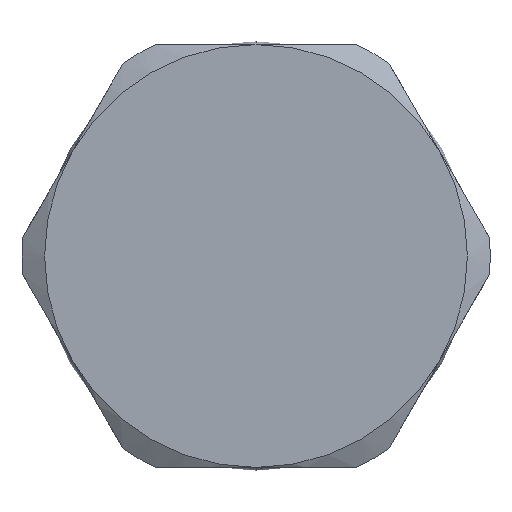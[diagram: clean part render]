
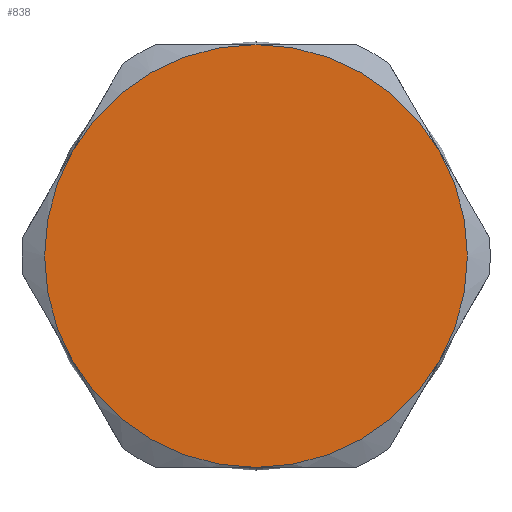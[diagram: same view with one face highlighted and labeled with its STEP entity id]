
A CAD part, left-side view. The second image highlights one B-rep face of the part: STEP entity #838.
In plain terms, the highlighted planar face has unit normal (-1, 0, 0).
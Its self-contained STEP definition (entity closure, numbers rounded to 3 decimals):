
#361 = VERTEX_POINT ( 'NONE', #4836 ) ;
#399 = CARTESIAN_POINT ( 'NONE',  ( 0., -9.622, 5.555 ) ) ;
#416 = CARTESIAN_POINT ( 'NONE',  ( 0., 0., -11.11 ) ) ;
#443 = CARTESIAN_POINT ( 'NONE',  ( 0., 0., 0. ) ) ;
#480 = ORIENTED_EDGE ( 'NONE', *, *, #1056, .T. ) ;
#581 = AXIS2_PLACEMENT_3D ( 'NONE', #1990, #7352, #6804 ) ;
#738 = CIRCLE ( 'NONE', #3969, 11.11 ) ;
#838 = ADVANCED_FACE ( 'NONE', ( #6662 ), #941, .F. ) ;
#941 = PLANE ( 'NONE',  #7006 ) ;
#1056 = EDGE_CURVE ( 'NONE', #361, #4937, #738, .T. ) ;
#1282 = ORIENTED_EDGE ( 'NONE', *, *, #3051, .T. ) ;
#1505 = AXIS2_PLACEMENT_3D ( 'NONE', #7237, #3719, #5455 ) ;
#1530 = VERTEX_POINT ( 'NONE', #416 ) ;
#1572 = ORIENTED_EDGE ( 'NONE', *, *, #1803, .T. ) ;
#1621 = CIRCLE ( 'NONE', #5819, 11.11 ) ;
#1624 = ORIENTED_EDGE ( 'NONE', *, *, #4380, .T. ) ;
#1761 = CIRCLE ( 'NONE', #1505, 11.11 ) ;
#1803 = EDGE_CURVE ( 'NONE', #7072, #1530, #4855, .T. ) ;
#1964 = CARTESIAN_POINT ( 'NONE',  ( 0., 9.622, 5.555 ) ) ;
#1990 = CARTESIAN_POINT ( 'NONE',  ( 0., 0., 0. ) ) ;
#2117 = AXIS2_PLACEMENT_3D ( 'NONE', #3100, #2699, #3758 ) ;
#2245 = DIRECTION ( 'NONE',  ( 0., 0., 1. ) ) ;
#2699 = DIRECTION ( 'NONE',  ( -1., 0., 0. ) ) ;
#2742 = CARTESIAN_POINT ( 'NONE',  ( 0., 0., 0. ) ) ;
#3051 = EDGE_CURVE ( 'NONE', #5961, #4805, #1621, .T. ) ;
#3100 = CARTESIAN_POINT ( 'NONE',  ( 0., 0., 0. ) ) ;
#3240 = CARTESIAN_POINT ( 'NONE',  ( 0., 12.3, 0. ) ) ;
#3504 = CARTESIAN_POINT ( 'NONE',  ( 0., 0., 0. ) ) ;
#3719 = DIRECTION ( 'NONE',  ( -1., 0., 0. ) ) ;
#3758 = DIRECTION ( 'NONE',  ( 0., 0., 1. ) ) ;
#3928 = CARTESIAN_POINT ( 'NONE',  ( 0., 0., 11.11 ) ) ;
#3969 = AXIS2_PLACEMENT_3D ( 'NONE', #443, #5152, #2245 ) ;
#4156 = EDGE_LOOP ( 'NONE', ( #1572, #6378, #480, #5570, #1282, #1624 ) ) ;
#4380 = EDGE_CURVE ( 'NONE', #4805, #7072, #5499, .T. ) ;
#4527 = DIRECTION ( 'NONE',  ( 0., 0., 1. ) ) ;
#4766 = EDGE_CURVE ( 'NONE', #1530, #361, #6156, .T. ) ;
#4805 = VERTEX_POINT ( 'NONE', #1964 ) ;
#4836 = CARTESIAN_POINT ( 'NONE',  ( 0., -9.622, -5.555 ) ) ;
#4855 = CIRCLE ( 'NONE', #5659, 11.11 ) ;
#4937 = VERTEX_POINT ( 'NONE', #399 ) ;
#5152 = DIRECTION ( 'NONE',  ( -1., 0., 0. ) ) ;
#5313 = CARTESIAN_POINT ( 'NONE',  ( 0., 9.622, -5.555 ) ) ;
#5455 = DIRECTION ( 'NONE',  ( 0., 0., 1. ) ) ;
#5499 = CIRCLE ( 'NONE', #581, 11.11 ) ;
#5570 = ORIENTED_EDGE ( 'NONE', *, *, #7231, .T. ) ;
#5659 = AXIS2_PLACEMENT_3D ( 'NONE', #2742, #5793, #4527 ) ;
#5692 = DIRECTION ( 'NONE',  ( 0., 0., -1. ) ) ;
#5793 = DIRECTION ( 'NONE',  ( -1., 0., 0. ) ) ;
#5819 = AXIS2_PLACEMENT_3D ( 'NONE', #3504, #7648, #6473 ) ;
#5961 = VERTEX_POINT ( 'NONE', #3928 ) ;
#6156 = CIRCLE ( 'NONE', #2117, 11.11 ) ;
#6378 = ORIENTED_EDGE ( 'NONE', *, *, #4766, .T. ) ;
#6473 = DIRECTION ( 'NONE',  ( 0., 0., 1. ) ) ;
#6662 = FACE_OUTER_BOUND ( 'NONE', #4156, .T. ) ;
#6795 = DIRECTION ( 'NONE',  ( 1., 0., 0. ) ) ;
#6804 = DIRECTION ( 'NONE',  ( 0., 0., 1. ) ) ;
#7006 = AXIS2_PLACEMENT_3D ( 'NONE', #3240, #6795, #5692 ) ;
#7072 = VERTEX_POINT ( 'NONE', #5313 ) ;
#7231 = EDGE_CURVE ( 'NONE', #4937, #5961, #1761, .T. ) ;
#7237 = CARTESIAN_POINT ( 'NONE',  ( 0., 0., 0. ) ) ;
#7352 = DIRECTION ( 'NONE',  ( -1., 0., 0. ) ) ;
#7648 = DIRECTION ( 'NONE',  ( -1., 0., 0. ) ) ;
